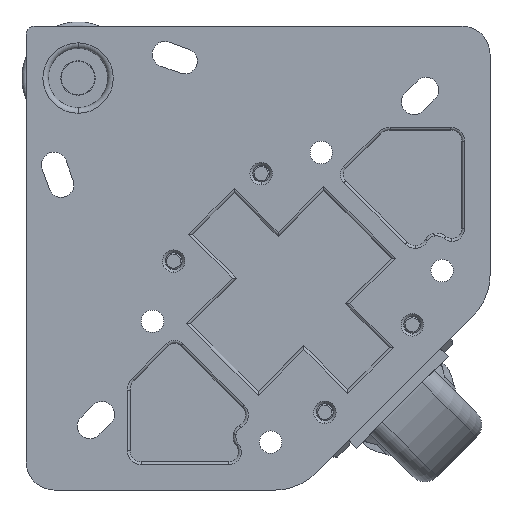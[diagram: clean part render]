
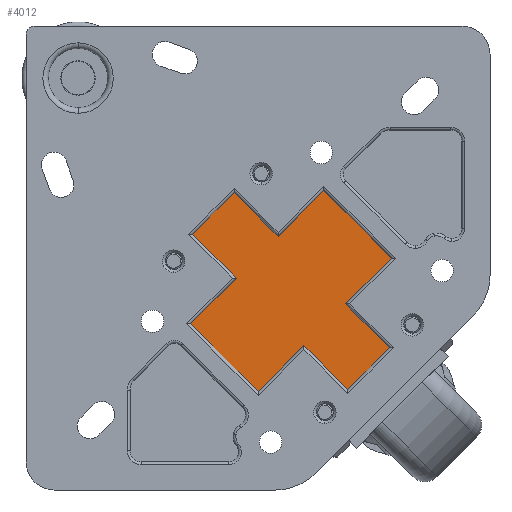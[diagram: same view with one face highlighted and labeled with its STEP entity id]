
A CAD part, front view. The second image highlights one B-rep face of the part: STEP entity #4012.
In plain terms, the highlighted planar face has unit normal (0, -1, 0).
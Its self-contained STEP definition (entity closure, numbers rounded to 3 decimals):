
#133 = DIRECTION ( 'NONE',  ( 0.707, 0., 0.707 ) ) ;
#161 = EDGE_CURVE ( 'NONE', #13658, #15842, #12213, .T. ) ;
#283 = PLANE ( 'NONE',  #2566 ) ;
#308 = CARTESIAN_POINT ( 'NONE',  ( 98.827, -1.5, -113.676 ) ) ;
#363 = ORIENTED_EDGE ( 'NONE', *, *, #5839, .T. ) ;
#470 = CARTESIAN_POINT ( 'NONE',  ( 98.827, -1.5, -113.676 ) ) ;
#551 = DIRECTION ( 'NONE',  ( 0., 0., -1. ) ) ;
#899 = LINE ( 'NONE', #6326, #1916 ) ;
#1042 = VECTOR ( 'NONE', #9717, 1000. ) ;
#1044 = ORIENTED_EDGE ( 'NONE', *, *, #14053, .T. ) ;
#1270 = VERTEX_POINT ( 'NONE', #9761 ) ;
#1731 = VECTOR ( 'NONE', #12199, 1000. ) ;
#1869 = DIRECTION ( 'NONE',  ( 0.707, 0., 0.707 ) ) ;
#1916 = VECTOR ( 'NONE', #11747, 1000. ) ;
#1922 = CARTESIAN_POINT ( 'NONE',  ( 129.939, -1.5, -82.563 ) ) ;
#1951 = DIRECTION ( 'NONE',  ( 0., -1., 0. ) ) ;
#2207 = EDGE_CURVE ( 'NONE', #1270, #6046, #8757, .T. ) ;
#2566 = AXIS2_PLACEMENT_3D ( 'NONE', #3008, #1951, #551 ) ;
#2805 = CARTESIAN_POINT ( 'NONE',  ( 59.229, -1.5, -74.078 ) ) ;
#3008 = CARTESIAN_POINT ( 'NONE',  ( 0., -1.5, 0. ) ) ;
#3385 = CARTESIAN_POINT ( 'NONE',  ( 129.939, -1.5, -82.563 ) ) ;
#3884 = ORIENTED_EDGE ( 'NONE', *, *, #7465, .T. ) ;
#4012 = ADVANCED_FACE ( 'NONE', ( #15223 ), #283, .T. ) ;
#4172 = CARTESIAN_POINT ( 'NONE',  ( 74.078, -1.5, -59.229 ) ) ;
#4600 = ORIENTED_EDGE ( 'NONE', *, *, #5804, .T. ) ;
#5102 = VECTOR ( 'NONE', #16684, 1000. ) ;
#5268 = DIRECTION ( 'NONE',  ( -0.707, 0., -0.707 ) ) ;
#5531 = CARTESIAN_POINT ( 'NONE',  ( 59.229, -1.5, -74.078 ) ) ;
#5804 = EDGE_CURVE ( 'NONE', #8688, #13888, #14905, .T. ) ;
#5839 = EDGE_CURVE ( 'NONE', #16454, #7054, #10771, .T. ) ;
#6046 = VERTEX_POINT ( 'NONE', #15031 ) ;
#6081 = CARTESIAN_POINT ( 'NONE',  ( 113.676, -1.5, -98.827 ) ) ;
#6326 = CARTESIAN_POINT ( 'NONE',  ( 129.232, -1.5, -114.383 ) ) ;
#6504 = CARTESIAN_POINT ( 'NONE',  ( 113.676, -1.5, -98.827 ) ) ;
#6667 = CARTESIAN_POINT ( 'NONE',  ( 114.383, -1.5, -129.232 ) ) ;
#6751 = DIRECTION ( 'NONE',  ( -0.707, 0., -0.707 ) ) ;
#6860 = DIRECTION ( 'NONE',  ( 0.707, 0., -0.707 ) ) ;
#6900 = VECTOR ( 'NONE', #5268, 1000. ) ;
#7054 = VERTEX_POINT ( 'NONE', #8478 ) ;
#7395 = LINE ( 'NONE', #12839, #16982 ) ;
#7465 = EDGE_CURVE ( 'NONE', #15842, #11809, #7395, .T. ) ;
#7746 = ORIENTED_EDGE ( 'NONE', *, *, #9735, .T. ) ;
#7749 = EDGE_CURVE ( 'NONE', #11809, #12270, #899, .T. ) ;
#8385 = CARTESIAN_POINT ( 'NONE',  ( 114.383, -1.5, -129.232 ) ) ;
#8419 = VECTOR ( 'NONE', #16910, 1000. ) ;
#8478 = CARTESIAN_POINT ( 'NONE',  ( 89.634, -1.5, -74.785 ) ) ;
#8485 = CARTESIAN_POINT ( 'NONE',  ( 82.563, -1.5, -129.939 ) ) ;
#8525 = LINE ( 'NONE', #11795, #8419 ) ;
#8541 = CARTESIAN_POINT ( 'NONE',  ( 74.785, -1.5, -89.634 ) ) ;
#8688 = VERTEX_POINT ( 'NONE', #4172 ) ;
#8714 = EDGE_CURVE ( 'NONE', #8759, #1270, #16206, .T. ) ;
#8757 = LINE ( 'NONE', #8485, #5102 ) ;
#8759 = VERTEX_POINT ( 'NONE', #8541 ) ;
#9080 = LINE ( 'NONE', #6504, #11772 ) ;
#9532 = LINE ( 'NONE', #3385, #1042 ) ;
#9717 = DIRECTION ( 'NONE',  ( -0.707, 0., 0.707 ) ) ;
#9735 = EDGE_CURVE ( 'NONE', #13888, #8759, #16300, .T. ) ;
#9761 = CARTESIAN_POINT ( 'NONE',  ( 58.522, -1.5, -105.898 ) ) ;
#9770 = CARTESIAN_POINT ( 'NONE',  ( 59.229, -1.5, -74.078 ) ) ;
#10771 = LINE ( 'NONE', #12493, #17440 ) ;
#10821 = ORIENTED_EDGE ( 'NONE', *, *, #2207, .T. ) ;
#11225 = VECTOR ( 'NONE', #133, 1000. ) ;
#11460 = ORIENTED_EDGE ( 'NONE', *, *, #161, .T. ) ;
#11747 = DIRECTION ( 'NONE',  ( -0.707, 0., 0.707 ) ) ;
#11772 = VECTOR ( 'NONE', #15951, 1000. ) ;
#11795 = CARTESIAN_POINT ( 'NONE',  ( 74.078, -1.5, -59.229 ) ) ;
#11809 = VERTEX_POINT ( 'NONE', #16665 ) ;
#11977 = CARTESIAN_POINT ( 'NONE',  ( 105.898, -1.5, -58.522 ) ) ;
#12001 = EDGE_CURVE ( 'NONE', #12270, #17275, #9080, .T. ) ;
#12199 = DIRECTION ( 'NONE',  ( 0.707, 0., -0.707 ) ) ;
#12206 = VECTOR ( 'NONE', #6751, 1000. ) ;
#12213 = LINE ( 'NONE', #8385, #16426 ) ;
#12270 = VERTEX_POINT ( 'NONE', #6081 ) ;
#12318 = LINE ( 'NONE', #308, #11225 ) ;
#12375 = CARTESIAN_POINT ( 'NONE',  ( 74.785, -1.5, -89.634 ) ) ;
#12493 = CARTESIAN_POINT ( 'NONE',  ( 89.634, -1.5, -74.785 ) ) ;
#12600 = ORIENTED_EDGE ( 'NONE', *, *, #13227, .T. ) ;
#12839 = CARTESIAN_POINT ( 'NONE',  ( 114.383, -1.5, -129.232 ) ) ;
#13082 = ORIENTED_EDGE ( 'NONE', *, *, #7749, .T. ) ;
#13227 = EDGE_CURVE ( 'NONE', #6046, #13658, #12318, .T. ) ;
#13658 = VERTEX_POINT ( 'NONE', #470 ) ;
#13888 = VERTEX_POINT ( 'NONE', #2805 ) ;
#14053 = EDGE_CURVE ( 'NONE', #7054, #8688, #8525, .T. ) ;
#14646 = ORIENTED_EDGE ( 'NONE', *, *, #15623, .T. ) ;
#14905 = LINE ( 'NONE', #5531, #6900 ) ;
#15031 = CARTESIAN_POINT ( 'NONE',  ( 82.563, -1.5, -129.939 ) ) ;
#15223 = FACE_OUTER_BOUND ( 'NONE', #17478, .T. ) ;
#15525 = DIRECTION ( 'NONE',  ( -0.707, 0., -0.707 ) ) ;
#15623 = EDGE_CURVE ( 'NONE', #17275, #16454, #9532, .T. ) ;
#15842 = VERTEX_POINT ( 'NONE', #6667 ) ;
#15923 = ORIENTED_EDGE ( 'NONE', *, *, #8714, .T. ) ;
#15951 = DIRECTION ( 'NONE',  ( 0.707, 0., 0.707 ) ) ;
#16206 = LINE ( 'NONE', #12375, #12206 ) ;
#16300 = LINE ( 'NONE', #9770, #1731 ) ;
#16426 = VECTOR ( 'NONE', #6860, 1000. ) ;
#16454 = VERTEX_POINT ( 'NONE', #11977 ) ;
#16665 = CARTESIAN_POINT ( 'NONE',  ( 129.232, -1.5, -114.383 ) ) ;
#16684 = DIRECTION ( 'NONE',  ( 0.707, 0., -0.707 ) ) ;
#16910 = DIRECTION ( 'NONE',  ( -0.707, 0., 0.707 ) ) ;
#16982 = VECTOR ( 'NONE', #1869, 1000. ) ;
#17143 = ORIENTED_EDGE ( 'NONE', *, *, #12001, .T. ) ;
#17275 = VERTEX_POINT ( 'NONE', #1922 ) ;
#17440 = VECTOR ( 'NONE', #15525, 1000. ) ;
#17478 = EDGE_LOOP ( 'NONE', ( #17143, #14646, #363, #1044, #4600, #7746, #15923, #10821, #12600, #11460, #3884, #13082 ) ) ;
